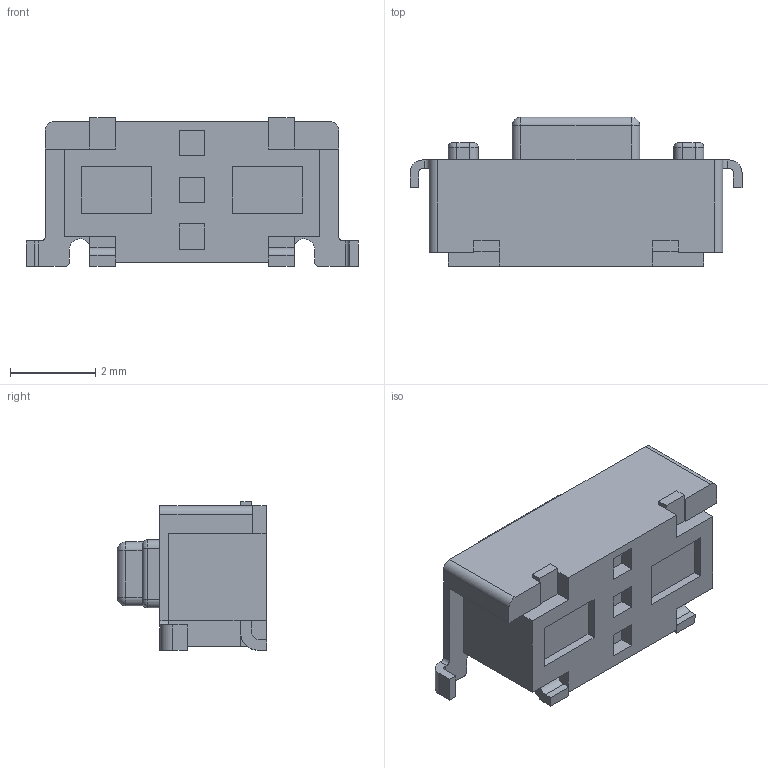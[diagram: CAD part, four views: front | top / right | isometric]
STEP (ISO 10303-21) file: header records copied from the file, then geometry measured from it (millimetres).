
FILE_DESCRIPTION(/* description */ (''),/* implementation_level */ '2;1');
FILE_NAME(/* name */ 'TL3330AFxxxQG-3D.step',/* time_stamp */ '2022-08-19T15:39:55+02:00',/* author */ (''),/* organization */ (''),/* preprocessor_version */ 'ST-DEVELOPER v19',/* originating_system */ 'Autodesk Translation Framework v11.7.0.108',/* authorisation */ '');
FILE_SCHEMA (('AUTOMOTIVE_DESIGN { 1 0 10303 214 3 1 1 }'));
Length unit declared in the file: inch
Products named in the file (1): (Unsaved)
Bounding box: 7.8 x 3.51 x 3.5 mm (x, y, z)
Volume: 41.6 mm3; surface area: 171.8 mm2
Topology: 1 solids, 2 shells, 267 faces, 680 edges, 428 vertices
Faces by surface type: plane 168, cylinder 75, sphere 16, bspline 8
Entity records: 8008 total; most frequent: CARTESIAN_POINT 1436, DIRECTION 1366, ORIENTED_EDGE 1352, EDGE_CURVE 676, LINE 506, VECTOR 506, AXIS2_PLACEMENT_3D 430, VERTEX_POINT 428
